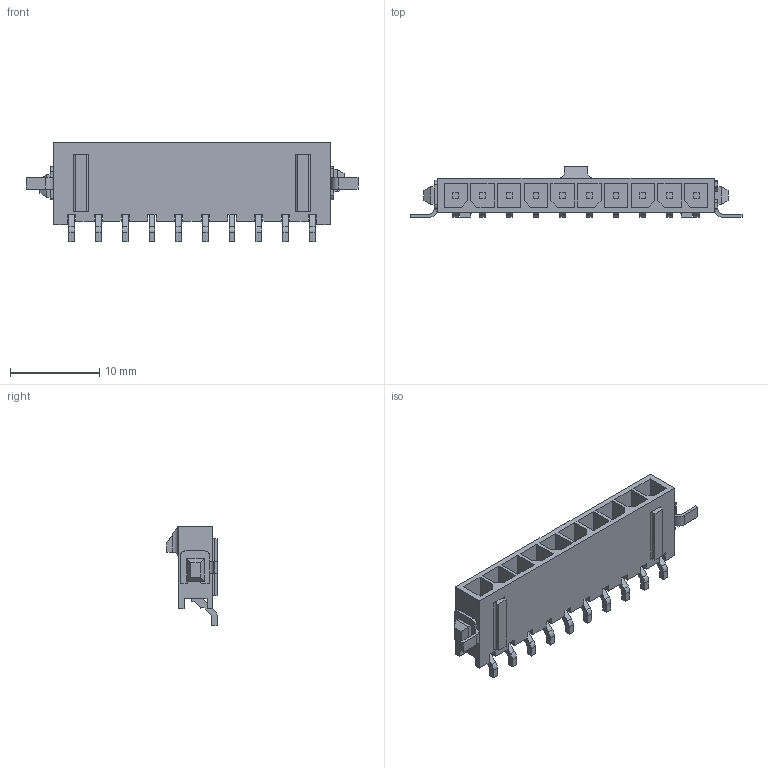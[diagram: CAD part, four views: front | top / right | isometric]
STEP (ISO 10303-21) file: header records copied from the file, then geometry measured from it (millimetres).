
FILE_DESCRIPTION((''),'2;1');
FILE_NAME('C-3-1445057-0','2010-05-29T',('workeradm'),('Tyco Electronics Ltd.'),'PRO/ENGINEER BY PARAMETRIC TECHNOLOGY CORPORATION, 2009300','PRO/ENGINEER BY PARAMETRIC TECHNOLOGY CORPORATION, 2009300','');
FILE_SCHEMA(('AUTOMOTIVE_DESIGN { 1 0 10303 214 1 1 1 1 }'));
Length unit declared in the file: millimetre
Products named in the file (1): C-3-1445057-0
Bounding box: 37.25 x 5.67 x 11.16 mm (x, y, z)
Volume: 640.3 mm3; surface area: 1865.2 mm2
Topology: 1 solids, 1 shells, 450 faces, 1220 edges, 806 vertices
Faces by surface type: plane 391, cylinder 59
Entity records: 14237 total; most frequent: CARTESIAN_POINT 2516, ORIENTED_EDGE 2440, DIRECTION 2230, EDGE_CURVE 1220, VECTOR 1102, LINE 1102, VERTEX_POINT 806, AXIS2_PLACEMENT_3D 564
